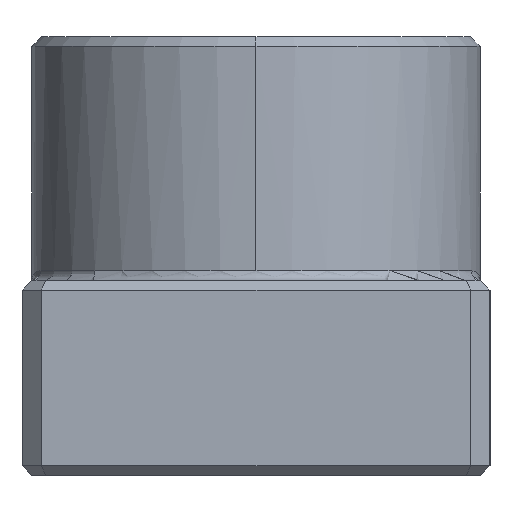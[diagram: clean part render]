
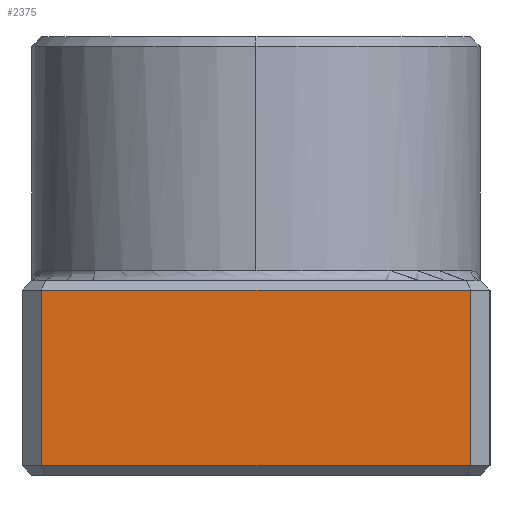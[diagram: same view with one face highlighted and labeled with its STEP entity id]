
A CAD part, left-side view. The second image highlights one B-rep face of the part: STEP entity #2375.
In plain terms, the highlighted planar face has unit normal (-1, 0, 0).
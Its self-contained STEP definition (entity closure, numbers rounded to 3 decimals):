
#8 = EDGE_CURVE ( 'NONE', #938, #2025, #766, .T. ) ;
#13 = EDGE_CURVE ( 'NONE', #2853, #938, #2756, .T. ) ;
#19 = VECTOR ( 'NONE', #3384, 1000. ) ;
#95 = DIRECTION ( 'NONE',  ( 0., 1., 0. ) ) ;
#198 = EDGE_LOOP ( 'NONE', ( #2873, #1373, #3210, #2012 ) ) ;
#297 = DIRECTION ( 'NONE',  ( 0., 1., 0. ) ) ;
#561 = CARTESIAN_POINT ( 'NONE',  ( -42., 22., 20. ) ) ;
#632 = CARTESIAN_POINT ( 'NONE',  ( -42., -22., 1. ) ) ;
#657 = DIRECTION ( 'NONE',  ( 0., -1., 0. ) ) ;
#679 = LINE ( 'NONE', #2978, #1992 ) ;
#766 = LINE ( 'NONE', #561, #19 ) ;
#818 = VECTOR ( 'NONE', #657, 1000. ) ;
#938 = VERTEX_POINT ( 'NONE', #1173 ) ;
#966 = EDGE_CURVE ( 'NONE', #2853, #2130, #679, .T. ) ;
#1173 = CARTESIAN_POINT ( 'NONE',  ( -42., 22., 19. ) ) ;
#1202 = EDGE_CURVE ( 'NONE', #2025, #2130, #2970, .T. ) ;
#1373 = ORIENTED_EDGE ( 'NONE', *, *, #1202, .T. ) ;
#1378 = VECTOR ( 'NONE', #95, 1000. ) ;
#1672 = FACE_OUTER_BOUND ( 'NONE', #198, .T. ) ;
#1878 = DIRECTION ( 'NONE',  ( 1., 0., 0. ) ) ;
#1992 = VECTOR ( 'NONE', #2714, 1000. ) ;
#2012 = ORIENTED_EDGE ( 'NONE', *, *, #13, .T. ) ;
#2025 = VERTEX_POINT ( 'NONE', #2920 ) ;
#2082 = AXIS2_PLACEMENT_3D ( 'NONE', #3394, #1878, #297 ) ;
#2084 = CARTESIAN_POINT ( 'NONE',  ( -42., 22., 19. ) ) ;
#2124 = PLANE ( 'NONE',  #2082 ) ;
#2130 = VERTEX_POINT ( 'NONE', #632 ) ;
#2375 = ADVANCED_FACE ( 'NONE', ( #1672 ), #2124, .F. ) ;
#2714 = DIRECTION ( 'NONE',  ( 0., 0., -1. ) ) ;
#2756 = LINE ( 'NONE', #2084, #1378 ) ;
#2853 = VERTEX_POINT ( 'NONE', #3291 ) ;
#2873 = ORIENTED_EDGE ( 'NONE', *, *, #8, .T. ) ;
#2920 = CARTESIAN_POINT ( 'NONE',  ( -42., 22., 1. ) ) ;
#2970 = LINE ( 'NONE', #3228, #818 ) ;
#2978 = CARTESIAN_POINT ( 'NONE',  ( -42., -22., 20. ) ) ;
#3210 = ORIENTED_EDGE ( 'NONE', *, *, #966, .F. ) ;
#3228 = CARTESIAN_POINT ( 'NONE',  ( -42., 22., 1. ) ) ;
#3291 = CARTESIAN_POINT ( 'NONE',  ( -42., -22., 19. ) ) ;
#3384 = DIRECTION ( 'NONE',  ( 0., 0., -1. ) ) ;
#3394 = CARTESIAN_POINT ( 'NONE',  ( -42., 22., 20. ) ) ;
